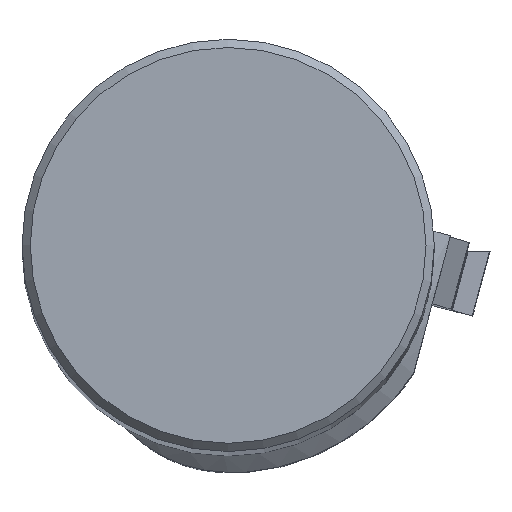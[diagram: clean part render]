
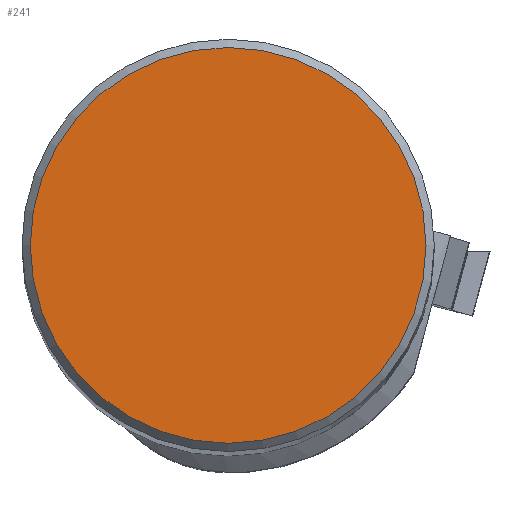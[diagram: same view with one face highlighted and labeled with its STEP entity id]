
A CAD part, top view. The second image highlights one B-rep face of the part: STEP entity #241.
In plain terms, the highlighted planar face has unit normal (0, 0, 1).
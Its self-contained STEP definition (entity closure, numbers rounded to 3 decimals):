
#181=CIRCLE('',#1609,11.991);
#241=ADVANCED_FACE('',(#348),#288,.T.);
#288=PLANE('',#1610);
#348=FACE_OUTER_BOUND('',#425,.T.);
#425=EDGE_LOOP('',(#1020));
#1020=ORIENTED_EDGE('',*,*,#1386,.F.);
#1203=VERTEX_POINT('',#2643);
#1386=EDGE_CURVE('',#1203,#1203,#181,.T.);
#1609=AXIS2_PLACEMENT_3D('',#2642,#1982,#1983);
#1610=AXIS2_PLACEMENT_3D('',#2644,#1984,#1985);
#1982=DIRECTION('',(0.,0.,-1.));
#1983=DIRECTION('',(-1.,0.,0.));
#1984=DIRECTION('',(0.,0.,1.));
#1985=DIRECTION('',(-1.,0.,0.));
#2642=CARTESIAN_POINT('',(0.,0.,0.));
#2643=CARTESIAN_POINT('',(-11.991,0.,0.));
#2644=CARTESIAN_POINT('',(0.,0.,0.));
